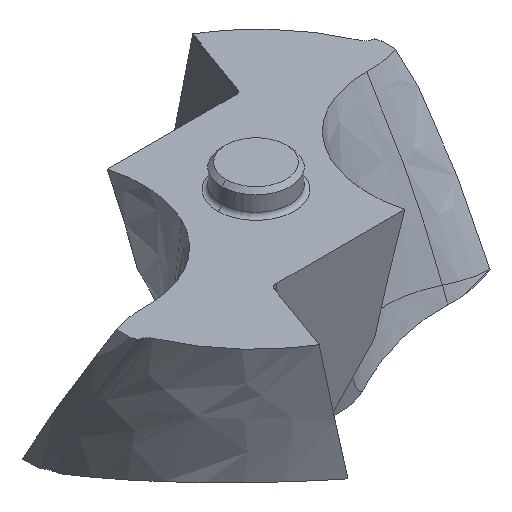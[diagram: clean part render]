
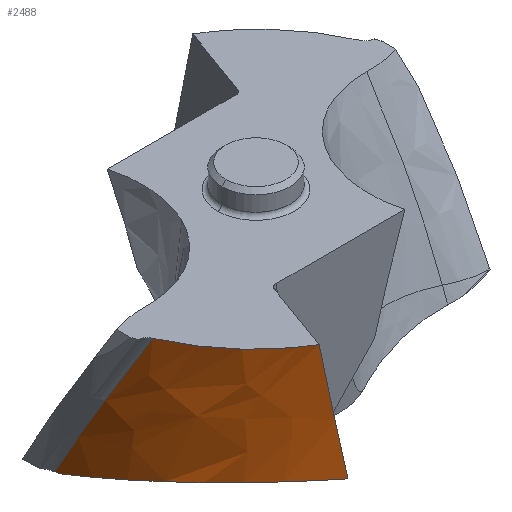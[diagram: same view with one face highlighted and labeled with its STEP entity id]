
A CAD part, isometric view. The second image highlights one B-rep face of the part: STEP entity #2488.
In plain terms, the highlighted free-form (B-spline) face has degree [3, 3] with [7, 5] control points.
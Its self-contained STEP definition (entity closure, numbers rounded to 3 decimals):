
#186=CARTESIAN_POINT('',(-6.561,-2.816,
0.));
#187=CARTESIAN_POINT('',(-6.229,-3.581,
0.));
#188=CARTESIAN_POINT('',(-5.411,-4.806,
0.));
#189=CARTESIAN_POINT('',(-4.266,-5.715,
0.));
#190=CARTESIAN_POINT('',(-3.739,-6.032,
0.));
#200=CARTESIAN_POINT('',(-6.561,-2.816,
0.));
#880=CARTESIAN_POINT('',(-3.04,-6.381,
-4.398));
#881=CARTESIAN_POINT('',(-3.067,-6.359,
-4.21));
#882=CARTESIAN_POINT('',(-3.124,-6.314,
-3.82));
#883=CARTESIAN_POINT('',(-3.218,-6.252,
-3.203));
#884=CARTESIAN_POINT('',(-3.322,-6.194,
-2.531));
#885=CARTESIAN_POINT('',(-3.442,-6.139,
-1.788));
#886=CARTESIAN_POINT('',(-3.578,-6.086,
-0.958));
#887=CARTESIAN_POINT('',(-3.683,-6.05,
-0.331));
#888=CARTESIAN_POINT('',(-3.739,-6.032,
0.));
#893=CARTESIAN_POINT('',(-7.143,0.,
-5.377));
#894=CARTESIAN_POINT('',(-7.143,-0.109,
-5.335));
#895=CARTESIAN_POINT('',(-7.138,-0.327,
-5.252));
#896=CARTESIAN_POINT('',(-7.116,-0.651,
-5.135));
#897=CARTESIAN_POINT('',(-7.079,-0.97,
-5.025));
#898=CARTESIAN_POINT('',(-7.029,-1.284,
-4.921));
#899=CARTESIAN_POINT('',(-6.964,-1.594,
-4.825));
#900=CARTESIAN_POINT('',(-6.887,-1.897,
-4.735));
#901=CARTESIAN_POINT('',(-6.797,-2.194,
-4.653));
#902=CARTESIAN_POINT('',(-6.694,-2.485,
-4.578));
#903=CARTESIAN_POINT('',(-6.58,-2.768,
-4.51));
#904=CARTESIAN_POINT('',(-6.454,-3.044,
-4.449));
#905=CARTESIAN_POINT('',(-6.316,-3.313,
-4.394));
#906=CARTESIAN_POINT('',(-6.168,-3.576,
-4.347));
#907=CARTESIAN_POINT('',(-6.008,-3.832,
-4.306));
#908=CARTESIAN_POINT('',(-5.838,-4.08,
-4.272));
#909=CARTESIAN_POINT('',(-5.657,-4.32,
-4.244));
#910=CARTESIAN_POINT('',(-5.467,-4.552,
-4.224));
#911=CARTESIAN_POINT('',(-5.267,-4.775,
-4.21));
#912=CARTESIAN_POINT('',(-5.058,-4.99,
-4.203));
#913=CARTESIAN_POINT('',(-4.839,-5.196,
-4.203));
#914=CARTESIAN_POINT('',(-4.61,-5.394,
-4.21));
#915=CARTESIAN_POINT('',(-4.371,-5.584,
-4.223));
#916=CARTESIAN_POINT('',(-4.122,-5.764,
-4.244));
#917=CARTESIAN_POINT('',(-3.865,-5.934,
-4.272));
#918=CARTESIAN_POINT('',(-3.599,-6.094,
-4.306));
#919=CARTESIAN_POINT('',(-3.324,-6.244,
-4.348));
#920=CARTESIAN_POINT('',(-3.136,-6.337,
-4.381));
#921=CARTESIAN_POINT('',(-3.04,-6.381,
-4.398));
#926=CARTESIAN_POINT('',(-7.141,0.158,
-5.398));
#927=CARTESIAN_POINT('',(-7.141,0.14,
-5.396));
#928=CARTESIAN_POINT('',(-7.142,0.105,
-5.391));
#929=CARTESIAN_POINT('',(-7.142,0.053,
-5.384));
#930=CARTESIAN_POINT('',(-7.143,0.018,
-5.379));
#931=CARTESIAN_POINT('',(-7.143,0.,
-5.377));
#936=CARTESIAN_POINT('',(-6.561,-2.816,
0.));
#937=CARTESIAN_POINT('',(-6.732,-2.419,
-0.741));
#938=CARTESIAN_POINT('',(-7.057,-1.431,
-2.54));
#939=CARTESIAN_POINT('',(-7.158,-0.423,
-4.34));
#940=CARTESIAN_POINT('',(-7.141,0.158,
-5.398));
#1358=VERTEX_POINT('',#200);
#1359=VERTEX_POINT('',#190);
#1398=CARTESIAN_POINT('',(-3.04,-6.381,
-4.398));
#1399=VERTEX_POINT('',#1398);
#1400=VERTEX_POINT('',#893);
#1401=VERTEX_POINT('',#926);
#2444=CARTESIAN_POINT('',(-3.348,-6.304,
-5.453));
#2445=CARTESIAN_POINT('',(-2.917,-6.442,
-4.376));
#2446=CARTESIAN_POINT('',(-2.048,-6.701,
-2.541));
#2447=CARTESIAN_POINT('',(-0.947,-6.94,
-0.707));
#2448=CARTESIAN_POINT('',(-0.453,-7.028,
0.051));
#2449=CARTESIAN_POINT('',(-3.432,-6.26,
-5.453));
#2450=CARTESIAN_POINT('',(-3.003,-6.406,
-4.376));
#2451=CARTESIAN_POINT('',(-2.137,-6.678,
-2.541));
#2452=CARTESIAN_POINT('',(-1.038,-6.93,
-0.707));
#2453=CARTESIAN_POINT('',(-0.546,-7.023,
0.051));
#2454=CARTESIAN_POINT('',(-4.256,-5.802,
-5.453));
#2455=CARTESIAN_POINT('',(-3.847,-6.026,
-4.376));
#2456=CARTESIAN_POINT('',(-3.014,-6.43,
-2.541));
#2457=CARTESIAN_POINT('',(-1.949,-6.814,
-0.707));
#2458=CARTESIAN_POINT('',(-1.471,-6.962,
0.051));
#2459=CARTESIAN_POINT('',(-5.641,-4.622,
-5.453));
#2460=CARTESIAN_POINT('',(-5.299,-4.985,
-4.376));
#2461=CARTESIAN_POINT('',(-4.581,-5.627,
-2.541));
#2462=CARTESIAN_POINT('',(-3.63,-6.248,
-0.707));
#2463=CARTESIAN_POINT('',(-3.199,-6.494,
0.051));
#2464=CARTESIAN_POINT('',(-6.914,-2.341,
-5.453));
#2465=CARTESIAN_POINT('',(-6.731,-2.858,
-4.376));
#2466=CARTESIAN_POINT('',(-6.285,-3.761,
-2.541));
#2467=CARTESIAN_POINT('',(-5.606,-4.645,
-0.707));
#2468=CARTESIAN_POINT('',(-5.288,-4.999,
0.051));
#2469=CARTESIAN_POINT('',(-7.17,-0.608,
-5.453));
#2470=CARTESIAN_POINT('',(-7.124,-1.184,
-4.376));
#2471=CARTESIAN_POINT('',(-6.911,-2.187,
-2.541));
#2472=CARTESIAN_POINT('',(-6.465,-3.169,
-0.707));
#2473=CARTESIAN_POINT('',(-6.243,-3.564,
0.051));
#2474=CARTESIAN_POINT('',(-7.137,0.265,
-5.453));
#2475=CARTESIAN_POINT('',(-7.164,-0.326,
-4.376));
#2476=CARTESIAN_POINT('',(-7.074,-1.357,
-2.541));
#2477=CARTESIAN_POINT('',(-6.751,-2.367,
-0.707));
#2478=CARTESIAN_POINT('',(-6.58,-2.774,
0.051));
#2479=B_SPLINE_SURFACE_WITH_KNOTS('',3,3,((#2444,#2445,#2446,#2447,#2448),
(#2449,#2450,#2451,#2452,#2453),(#2454,#2455,#2456,#2457,#2458),(#2459,#2460,
#2461,#2462,#2463),(#2464,#2465,#2466,#2467,#2468),(#2469,#2470,#2471,#2472,
#2473),(#2474,#2475,#2476,#2477,#2478)),.UNSPECIFIED.,.F.,.F.,.F.,(4,1,1,1,4),
(4,1,4),(0.,0.035,0.35,
0.666,0.99),(0.,0.587,
1.),.UNSPECIFIED.);
#2481=ORIENTED_EDGE('',*,*,#2480,.F.);
#2482=ORIENTED_EDGE('',*,*,#1868,.F.);
#2483=ORIENTED_EDGE('',*,*,#1903,.F.);
#2484=ORIENTED_EDGE('',*,*,#2436,.F.);
#2485=ORIENTED_EDGE('',*,*,#1614,.T.);
#2486=EDGE_LOOP('',(#2481,#2482,#2483,#2484,#2485));
#2487=FACE_OUTER_BOUND('',#2486,.F.);
#191=B_SPLINE_CURVE_WITH_KNOTS('',3,(#186,#187,#188,#189,#190),.UNSPECIFIED.,
.F.,.F.,(4,1,4),(0.,0.575,1.),.UNSPECIFIED.);
#889=B_SPLINE_CURVE_WITH_KNOTS('',3,(#880,#881,#882,#883,#884,#885,#886,#887,
#888),.UNSPECIFIED.,.F.,.F.,(4,1,1,1,1,1,4),(0.,0.167,
0.333,0.5,0.667,0.833,1.),
.UNSPECIFIED.);
#922=B_SPLINE_CURVE_WITH_KNOTS('',3,(#893,#894,#895,#896,#897,#898,#899,#900,
#901,#902,#903,#904,#905,#906,#907,#908,#909,#910,#911,#912,#913,#914,#915,#916,
#917,#918,#919,#920,#921),.UNSPECIFIED.,.F.,.F.,(4,1,1,1,1,1,1,1,1,1,1,1,1,1,1,
1,1,1,1,1,1,1,1,1,1,1,4),(0.,0.038,0.077,
0.115,0.154,0.192,0.231,
0.269,0.308,0.346,0.385,
0.423,0.462,0.5,0.538,0.577,
0.615,0.654,0.692,0.731,
0.769,0.808,0.846,0.885,
0.923,0.962,1.),.UNSPECIFIED.);
#932=B_SPLINE_CURVE_WITH_KNOTS('',3,(#926,#927,#928,#929,#930,#931),
.UNSPECIFIED.,.F.,.F.,(4,1,1,4),(0.,0.333,0.667,1.),
.UNSPECIFIED.);
#941=B_SPLINE_CURVE_WITH_KNOTS('',3,(#936,#937,#938,#939,#940),.UNSPECIFIED.,
.F.,.F.,(4,1,4),(0.,0.412,1.),.UNSPECIFIED.);
#1614=EDGE_CURVE('',#1358,#1359,#191,.T.);
#1868=EDGE_CURVE('',#1400,#1399,#922,.T.);
#1903=EDGE_CURVE('',#1401,#1400,#932,.T.);
#2436=EDGE_CURVE('',#1358,#1401,#941,.T.);
#2480=EDGE_CURVE('',#1399,#1359,#889,.T.);
#2488=ADVANCED_FACE('',(#2487),#2479,.F.);
